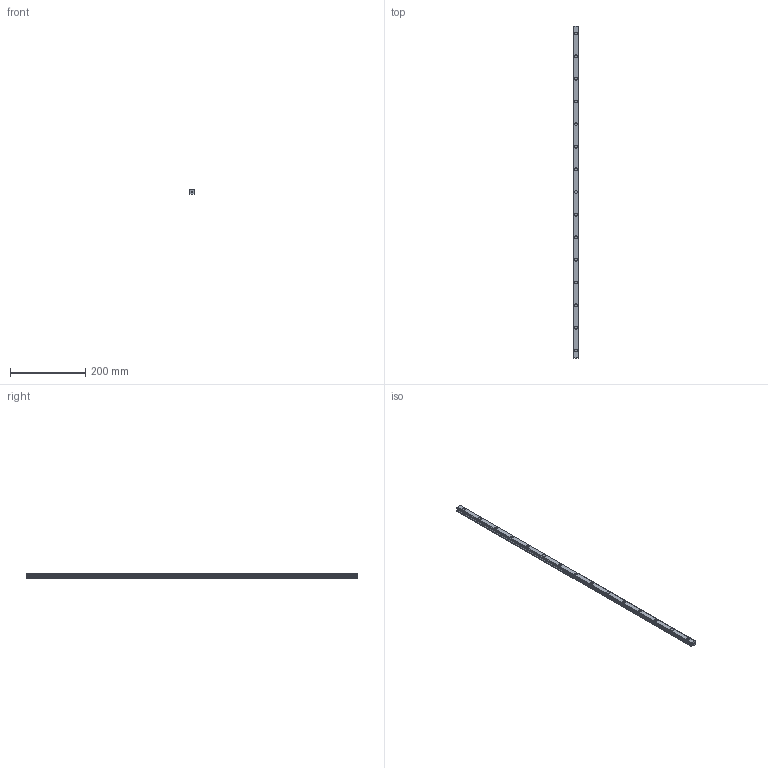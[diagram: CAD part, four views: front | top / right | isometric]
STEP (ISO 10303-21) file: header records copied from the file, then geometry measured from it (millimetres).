
FILE_DESCRIPTION(('STEP AP214'),'1');
FILE_NAME('cctmp_F786DE55-8F98-483B-83DB-27894BE00D36_2021_02_02_13_28_17_0599..stp','2021-02-02T12:28:17',('HIWIN GmbH'),('CADClick - www.CADClick.com'),'Spatial InterOp 3D',' ','unknown authorization');
FILE_SCHEMA(('AUTOMOTIVE_DESIGN'));
Length unit declared in the file: millimetre
Products named in the file (1): EGR15U880C_FILE
Bounding box: 15 x 880 x 12.5 mm (x, y, z)
Volume: 140077.5 mm3; surface area: 53908.9 mm2
Topology: 1 solids, 1 shells, 253 faces, 651 edges, 434 vertices
Faces by surface type: plane 145, cylinder 108
Entity records: 9849 total; most frequent: DIRECTION 1435, CARTESIAN_POINT 1339, ORIENTED_EDGE 1302, EDGE_CURVE 651, AXIS2_PLACEMENT_3D 530, VERTEX_POINT 434, LINE 375, VECTOR 375
